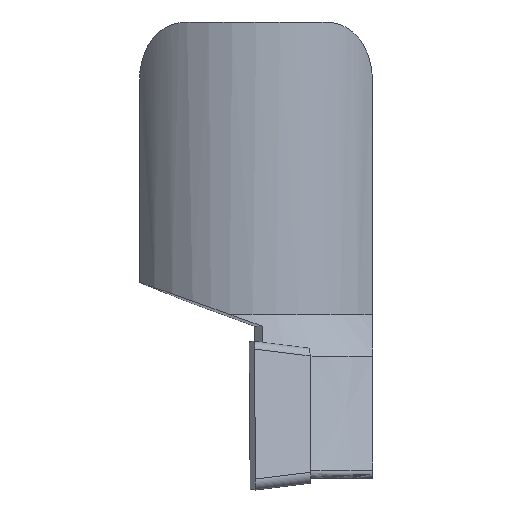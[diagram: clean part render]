
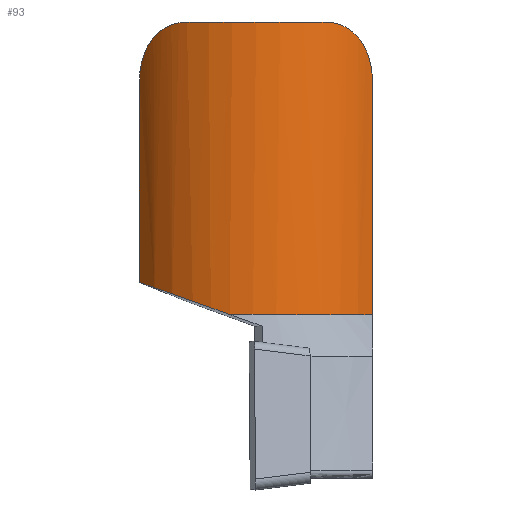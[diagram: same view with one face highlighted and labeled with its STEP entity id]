
A CAD part, left-side view. The second image highlights one B-rep face of the part: STEP entity #93.
In plain terms, the highlighted cylindrical face has radius 6 mm (diameter 12 mm), a partial arc.
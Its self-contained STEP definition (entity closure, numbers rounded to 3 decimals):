
#48=CYLINDRICAL_SURFACE('',#648,6.);
#59=ELLIPSE('',#645,6.385,6.);
#80=B_SPLINE_CURVE_WITH_KNOTS('',3,(#971,#972,#973,#974,#975,#976,#977,
#978,#979,#980,#981,#982,#983,#984,#985,#986),.UNSPECIFIED.,.F.,.F.,(4,
3,3,3,3,4),(0.,0.179,0.357,0.556,0.79,
1.),.UNSPECIFIED.);
#81=B_SPLINE_CURVE_WITH_KNOTS('',3,(#990,#991,#992,#993,#994,#995,#996,
#997,#998,#999,#1000,#1001,#1002,#1003,#1004,#1005),.UNSPECIFIED.,.F.,.F.,
(4,3,3,3,3,4),(0.,0.212,0.422,0.651,0.844,
1.),.UNSPECIFIED.);
#93=ADVANCED_FACE('',(#144),#48,.T.);
#144=FACE_OUTER_BOUND('',#175,.T.);
#175=EDGE_LOOP('',(#260,#261,#262,#263,#264,#265,#266));
#198=CIRCLE('',#642,6.);
#199=CIRCLE('',#647,6.);
#260=ORIENTED_EDGE('',*,*,#445,.T.);
#261=ORIENTED_EDGE('',*,*,#451,.T.);
#262=ORIENTED_EDGE('',*,*,#452,.T.);
#263=ORIENTED_EDGE('',*,*,#453,.F.);
#264=ORIENTED_EDGE('',*,*,#454,.T.);
#265=ORIENTED_EDGE('',*,*,#455,.F.);
#266=ORIENTED_EDGE('',*,*,#450,.T.);
#382=VERTEX_POINT('',#956);
#383=VERTEX_POINT('',#958);
#385=VERTEX_POINT('',#963);
#387=VERTEX_POINT('',#970);
#388=VERTEX_POINT('',#987);
#389=VERTEX_POINT('',#989);
#390=VERTEX_POINT('',#1006);
#445=EDGE_CURVE('',#383,#382,#198,.T.);
#450=EDGE_CURVE('',#385,#383,#59,.T.);
#451=EDGE_CURVE('',#382,#387,#516,.T.);
#452=EDGE_CURVE('',#387,#388,#80,.T.);
#453=EDGE_CURVE('',#389,#388,#199,.T.);
#454=EDGE_CURVE('',#389,#390,#81,.T.);
#455=EDGE_CURVE('',#385,#390,#517,.T.);
#516=LINE('',#969,#568);
#517=LINE('',#1007,#569);
#568=VECTOR('',#745,1.);
#569=VECTOR('',#748,1.);
#642=AXIS2_PLACEMENT_3D('',#957,#732,#733);
#645=AXIS2_PLACEMENT_3D('',#967,#741,#742);
#647=AXIS2_PLACEMENT_3D('',#988,#746,#747);
#648=AXIS2_PLACEMENT_3D('',#1008,#749,#750);
#732=DIRECTION('',(0.,0.,1.));
#733=DIRECTION('',(-0.983,0.183,0.));
#741=DIRECTION('',(0.012,-0.342,0.94));
#742=DIRECTION('',(-0.033,0.939,0.342));
#745=DIRECTION('',(0.,0.,1.));
#746=DIRECTION('',(0.,0.,1.));
#747=DIRECTION('',(-0.872,0.489,0.));
#748=DIRECTION('',(0.,0.,1.));
#749=DIRECTION('',(0.,0.,1.));
#750=DIRECTION('',(1.,0.,0.));
#956=CARTESIAN_POINT('',(-1.829,-4.967,-2.5));
#957=CARTESIAN_POINT('',(1.5,0.025,-2.5));
#958=CARTESIAN_POINT('',(-4.398,1.126,-2.5));
#963=CARTESIAN_POINT('',(-1.879,4.983,-1.129));
#967=CARTESIAN_POINT('',(1.5,0.025,-2.975));
#969=CARTESIAN_POINT('',(-1.829,-4.967,-2.5));
#970=CARTESIAN_POINT('',(-1.829,-4.967,7.5));
#971=CARTESIAN_POINT('',(-1.829,-4.967,7.5));
#972=CARTESIAN_POINT('',(-1.829,-4.967,7.745));
#973=CARTESIAN_POINT('',(-1.87,-4.94,7.993));
#974=CARTESIAN_POINT('',(-1.94,-4.891,8.222));
#975=CARTESIAN_POINT('',(-2.011,-4.841,8.45));
#976=CARTESIAN_POINT('',(-2.112,-4.768,8.665));
#977=CARTESIAN_POINT('',(-2.229,-4.675,8.857));
#978=CARTESIAN_POINT('',(-2.36,-4.572,9.072));
#979=CARTESIAN_POINT('',(-2.513,-4.441,9.264));
#980=CARTESIAN_POINT('',(-2.67,-4.289,9.425));
#981=CARTESIAN_POINT('',(-2.855,-4.11,9.613));
#982=CARTESIAN_POINT('',(-3.052,-3.895,9.763));
#983=CARTESIAN_POINT('',(-3.238,-3.656,9.862));
#984=CARTESIAN_POINT('',(-3.406,-3.441,9.951));
#985=CARTESIAN_POINT('',(-3.569,-3.199,10.));
#986=CARTESIAN_POINT('',(-3.711,-2.949,10.));
#987=CARTESIAN_POINT('',(-3.711,-2.949,10.));
#988=CARTESIAN_POINT('',(1.5,0.025,10.));
#989=CARTESIAN_POINT('',(-3.735,2.957,10.));
#990=CARTESIAN_POINT('',(-3.735,2.957,10.));
#991=CARTESIAN_POINT('',(-3.594,3.208,10.));
#992=CARTESIAN_POINT('',(-3.432,3.452,9.951));
#993=CARTESIAN_POINT('',(-3.266,3.67,9.861));
#994=CARTESIAN_POINT('',(-3.1,3.886,9.771));
#995=CARTESIAN_POINT('',(-2.926,4.083,9.639));
#996=CARTESIAN_POINT('',(-2.76,4.251,9.476));
#997=CARTESIAN_POINT('',(-2.579,4.433,9.298));
#998=CARTESIAN_POINT('',(-2.403,4.586,9.078));
#999=CARTESIAN_POINT('',(-2.257,4.703,8.829));
#1000=CARTESIAN_POINT('',(-2.134,4.802,8.619));
#1001=CARTESIAN_POINT('',(-2.03,4.878,8.382));
#1002=CARTESIAN_POINT('',(-1.963,4.925,8.132));
#1003=CARTESIAN_POINT('',(-1.909,4.963,7.929));
#1004=CARTESIAN_POINT('',(-1.879,4.983,7.713));
#1005=CARTESIAN_POINT('',(-1.879,4.983,7.5));
#1006=CARTESIAN_POINT('',(-1.879,4.983,7.5));
#1007=CARTESIAN_POINT('',(-1.879,4.983,-1.129));
#1008=CARTESIAN_POINT('',(1.5,0.025,-10.375));
